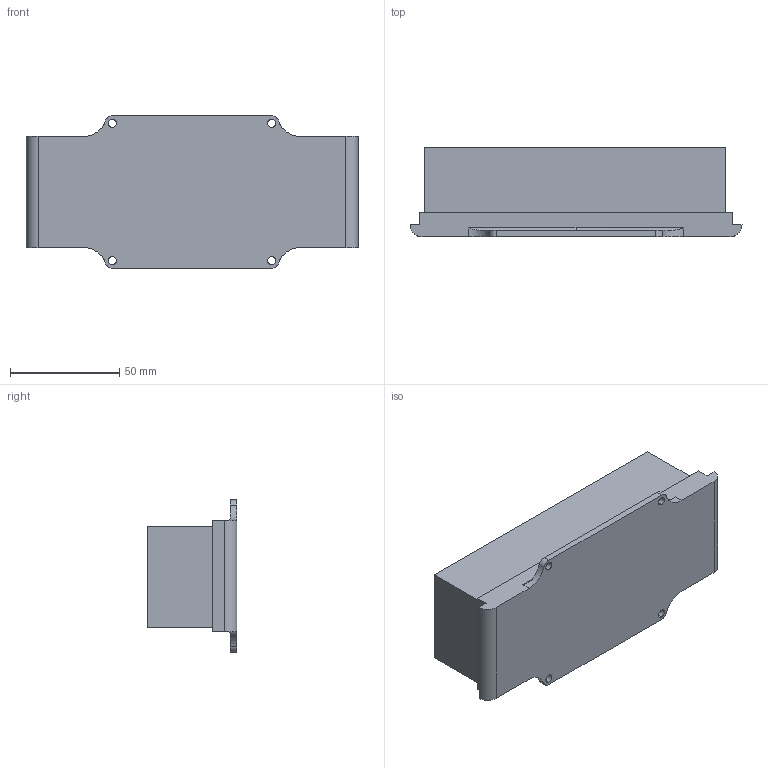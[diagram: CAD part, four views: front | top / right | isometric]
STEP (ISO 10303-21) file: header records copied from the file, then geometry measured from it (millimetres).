
FILE_DESCRIPTION (( 'STEP AP214' ), '1' );
FILE_NAME ('HEL-03-01003-00.step', '2023-07-25T09:29:12', ( '' ), ( '' ), 'SwSTEP 2.0', 'SolidWorks 2021', '' );
FILE_SCHEMA (( 'AUTOMOTIVE_DESIGN' ));
Length unit declared in the file: millimetre
Products named in the file (3): HEL-04-01004-00; HEL-04-01003-00; HEL-03-01003-00
Assembly tree (2 placements, depth 2):
  HEL-03-01003-00
    HEL-04-01003-00
    HEL-04-01004-00
Bounding box: 152 x 41 x 69.7 mm (x, y, z)
Volume: 277659.3 mm3; surface area: 52562 mm2
Topology: 2 solids, 2 shells, 45 faces, 120 edges, 80 vertices
Faces by surface type: plane 23, cylinder 22
Entity records: 1574 total; most frequent: CARTESIAN_POINT 294, DIRECTION 254, ORIENTED_EDGE 240, EDGE_CURVE 120, AXIS2_PLACEMENT_3D 88, VERTEX_POINT 80, LINE 78, VECTOR 78
